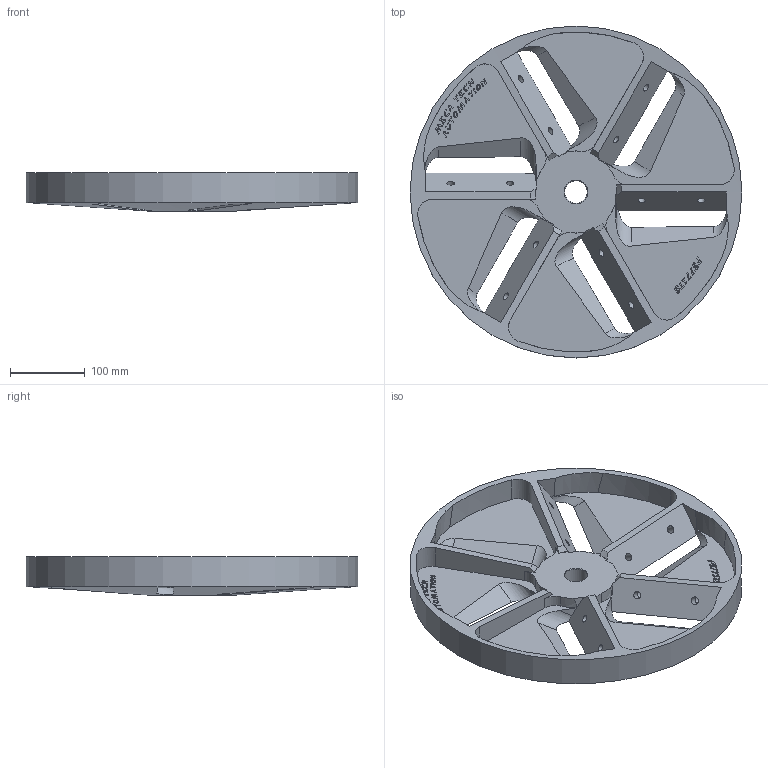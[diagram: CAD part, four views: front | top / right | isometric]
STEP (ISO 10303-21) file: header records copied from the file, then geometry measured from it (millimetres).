
FILE_DESCRIPTION(/* description */ (''),/* implementation_level */ '2;1');
FILE_NAME(/* name */ 'F3771TS.stp',/* time_stamp */ '2024-05-14T14:05:25+02:00',/* author */ ('user'),/* organization */ (''),/* preprocessor_version */ 'ST-DEVELOPER v18.1',/* originating_system */ 'Autodesk Inventor 2022',/* authorisation */ '');
FILE_SCHEMA (('AUTOMOTIVE_DESIGN { 1 0 10303 214 3 1 1 }'));
Length unit declared in the file: millimetre
Products named in the file (1): F3771TS
Bounding box: 445 x 445 x 51 mm (x, y, z)
Volume: 2451095.4 mm3; surface area: 434746.5 mm2
Topology: 1 solids, 1 shells, 542 faces, 1533 edges, 1015 vertices
Faces by surface type: plane 241, bspline 223, cylinder 57, cone 21
Full cylindrical faces by diameter (mm): 10.106 x12, 30 x1, 445 x1
Entity records: 18654 total; most frequent: CARTESIAN_POINT 6139, ORIENTED_EDGE 3042, DIRECTION 1786, EDGE_CURVE 1521, VERTEX_POINT 1015, LINE 872, VECTOR 872, EDGE_LOOP 590
